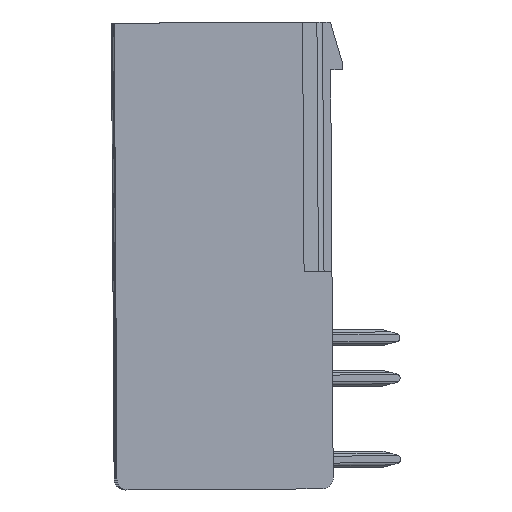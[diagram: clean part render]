
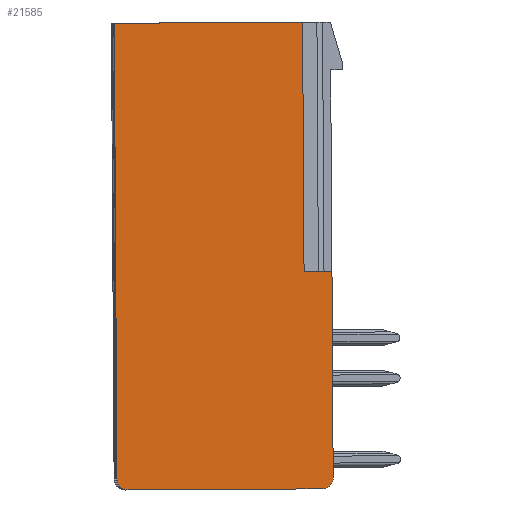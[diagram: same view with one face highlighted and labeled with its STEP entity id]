
A CAD part, left-side view. The second image highlights one B-rep face of the part: STEP entity #21585.
In plain terms, the highlighted face is planar.
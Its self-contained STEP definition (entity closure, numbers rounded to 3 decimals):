
#1790=LINE('',#31093,#3693);
#1793=LINE('',#31104,#3696);
#2136=LINE('',#32144,#4039);
#2137=LINE('',#32146,#4040);
#2138=LINE('',#32148,#4041);
#2139=LINE('',#32149,#4042);
#3693=VECTOR('',#26143,1000.);
#3696=VECTOR('',#26154,1000.);
#4039=VECTOR('',#26889,1000.);
#4040=VECTOR('',#26890,1000.);
#4041=VECTOR('',#26891,1000.);
#4042=VECTOR('',#26892,1000.);
#8325=ORIENTED_EDGE('',*,*,#11012,.T.);
#8326=ORIENTED_EDGE('',*,*,#11013,.F.);
#8327=ORIENTED_EDGE('',*,*,#11014,.T.);
#8328=ORIENTED_EDGE('',*,*,#10579,.T.);
#8329=ORIENTED_EDGE('',*,*,#10578,.T.);
#8330=ORIENTED_EDGE('',*,*,#11015,.F.);
#8331=ORIENTED_EDGE('',*,*,#10566,.T.);
#8332=ORIENTED_EDGE('',*,*,#10574,.F.);
#10566=EDGE_CURVE('',#12303,#12302,#12905,.T.);
#10574=EDGE_CURVE('',#12308,#12302,#1790,.T.);
#10578=EDGE_CURVE('',#12310,#12312,#12908,.T.);
#10579=EDGE_CURVE('',#12313,#12310,#1793,.T.);
#11012=EDGE_CURVE('',#12308,#12617,#2136,.T.);
#11013=EDGE_CURVE('',#12618,#12617,#2137,.T.);
#11014=EDGE_CURVE('',#12618,#12313,#2138,.T.);
#11015=EDGE_CURVE('',#12303,#12312,#2139,.T.);
#12302=VERTEX_POINT('',#31077);
#12303=VERTEX_POINT('',#31079);
#12308=VERTEX_POINT('',#31092);
#12310=VERTEX_POINT('',#31097);
#12312=VERTEX_POINT('',#31101);
#12313=VERTEX_POINT('',#31105);
#12617=VERTEX_POINT('',#32145);
#12618=VERTEX_POINT('',#32147);
#12905=CIRCLE('',#22588,0.7);
#12908=CIRCLE('',#22593,0.7);
#13703=EDGE_LOOP('',(#8325,#8326,#8327,#8328,#8329,#8330,#8331,#8332));
#14510=FACE_BOUND('',#13703,.T.);
#15149=PLANE('',#22790);
#21585=ADVANCED_FACE('',(#14510),#15149,.F.);
#22588=AXIS2_PLACEMENT_3D('',#31078,#26131,#26132);
#22593=AXIS2_PLACEMENT_3D('',#31102,#26150,#26151);
#22790=AXIS2_PLACEMENT_3D('',#32143,#26887,#26888);
#26131=DIRECTION('',(0.,0.,1.));
#26132=DIRECTION('',(1.,0.,0.));
#26143=DIRECTION('',(-1.,0.,0.));
#26150=DIRECTION('',(0.,0.,1.));
#26151=DIRECTION('',(1.,0.,0.));
#26154=DIRECTION('',(-1.,0.,0.));
#26887=DIRECTION('',(0.,0.,-1.));
#26888=DIRECTION('',(-1.,0.,0.));
#26889=DIRECTION('',(0.,1.,0.));
#26890=DIRECTION('',(-1.,0.,0.));
#26891=DIRECTION('',(0.,1.,0.));
#26892=DIRECTION('',(0.,1.,0.));
#31077=CARTESIAN_POINT('',(52.3,27.4,57.48));
#31078=CARTESIAN_POINT('',(52.3,28.1,57.48));
#31079=CARTESIAN_POINT('',(51.6,28.1,57.48));
#31092=CARTESIAN_POINT('',(65.2,27.4,57.48));
#31093=CARTESIAN_POINT('',(80.694,27.4,57.48));
#31097=CARTESIAN_POINT('',(52.3,40.95,57.48));
#31101=CARTESIAN_POINT('',(51.6,40.25,57.48));
#31102=CARTESIAN_POINT('',(52.3,40.25,57.48));
#31104=CARTESIAN_POINT('',(80.694,40.95,57.48));
#31105=CARTESIAN_POINT('',(80.85,40.95,57.48));
#32143=CARTESIAN_POINT('',(56.35,27.39,57.48));
#32144=CARTESIAN_POINT('',(65.2,27.39,57.48));
#32145=CARTESIAN_POINT('',(65.2,29.15,57.48));
#32146=CARTESIAN_POINT('',(80.694,29.15,57.48));
#32147=CARTESIAN_POINT('',(80.85,29.15,57.48));
#32148=CARTESIAN_POINT('',(80.85,27.39,57.48));
#32149=CARTESIAN_POINT('',(51.6,27.39,57.48));
